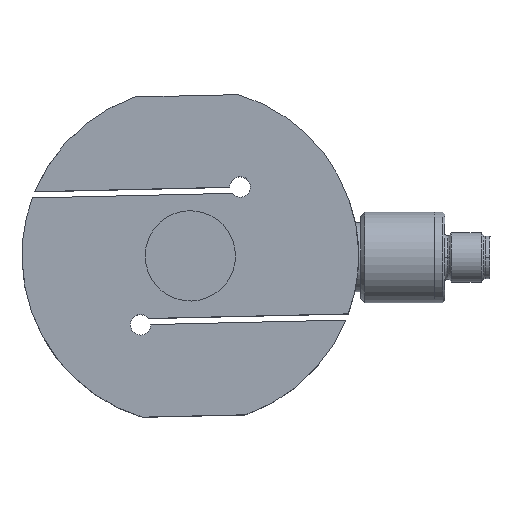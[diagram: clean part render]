
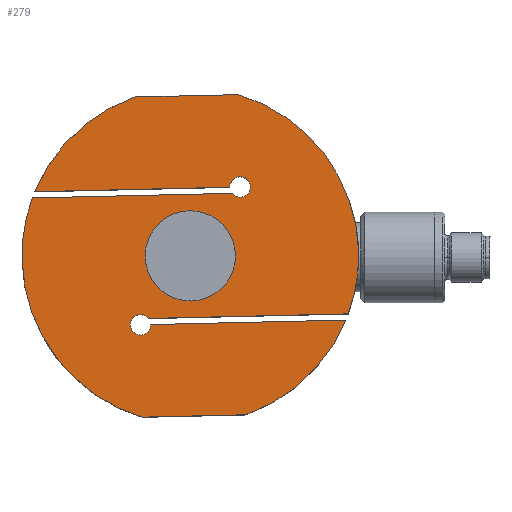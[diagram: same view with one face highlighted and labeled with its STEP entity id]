
A CAD part, top view. The second image highlights one B-rep face of the part: STEP entity #279.
In plain terms, the highlighted planar face has unit normal (0.001, 0, 1).
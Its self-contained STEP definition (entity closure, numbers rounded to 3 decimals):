
#279=ADVANCED_FACE('5:7682',(#623,#624),#625,.F.);
#623=FACE_BOUND('',#1087,.T.);
#624=FACE_OUTER_BOUND('',#1088,.T.);
#625=PLANE('',#1089);
#1087=EDGE_LOOP('',(#1549,#1550));
#1088=EDGE_LOOP('',(#1551,#1552,#1553,#1554,#1555,#1556,#1557,#1558,#1559,#1560,#1561,#1562,#1563,#1564,#1565,#1566));
#1089=AXIS2_PLACEMENT_3D('',#1567,#1568,#1569);
#1549=ORIENTED_EDGE('',*,*,#2719,.F.);
#1550=ORIENTED_EDGE('',*,*,#2720,.F.);
#1551=ORIENTED_EDGE('',*,*,#2721,.F.);
#1552=ORIENTED_EDGE('',*,*,#2722,.F.);
#1553=ORIENTED_EDGE('',*,*,#2723,.F.);
#1554=ORIENTED_EDGE('',*,*,#2724,.F.);
#1555=ORIENTED_EDGE('',*,*,#2725,.F.);
#1556=ORIENTED_EDGE('',*,*,#2726,.F.);
#1557=ORIENTED_EDGE('',*,*,#2727,.F.);
#1558=ORIENTED_EDGE('',*,*,#2728,.F.);
#1559=ORIENTED_EDGE('',*,*,#2729,.F.);
#1560=ORIENTED_EDGE('',*,*,#2730,.F.);
#1561=ORIENTED_EDGE('',*,*,#2731,.F.);
#1562=ORIENTED_EDGE('',*,*,#2732,.F.);
#1563=ORIENTED_EDGE('',*,*,#2733,.F.);
#1564=ORIENTED_EDGE('',*,*,#2734,.F.);
#1565=ORIENTED_EDGE('',*,*,#2735,.F.);
#1566=ORIENTED_EDGE('',*,*,#2736,.F.);
#1567=CARTESIAN_POINT('',(-9.641,0.354,26.));
#1568=DIRECTION('',(-0.001,0.,-1.));
#1569=DIRECTION('',(1.,0.023,-0.001));
#2719=EDGE_CURVE('5:7754',#3187,#3188,#3189,.F.);
#2720=EDGE_CURVE('',#3188,#3187,#3190,.F.);
#2721=EDGE_CURVE('5:7757',#3191,#3192,#3193,.T.);
#2722=EDGE_CURVE('5:7760',#3194,#3191,#3195,.T.);
#2723=EDGE_CURVE('5:7763',#3196,#3194,#3197,.F.);
#2724=EDGE_CURVE('',#3198,#3196,#3199,.T.);
#2725=EDGE_CURVE('5:7766',#3200,#3198,#3201,.T.);
#2726=EDGE_CURVE('5:7769',#3202,#3200,#3203,.F.);
#2727=EDGE_CURVE('',#3204,#3202,#3205,.T.);
#2728=EDGE_CURVE('5:7772',#3206,#3204,#3207,.T.);
#2729=EDGE_CURVE('5:7775',#3208,#3206,#3209,.T.);
#2730=EDGE_CURVE('5:7778',#3210,#3208,#3211,.T.);
#2731=EDGE_CURVE('5:7781',#3212,#3210,#3213,.F.);
#2732=EDGE_CURVE('',#3214,#3212,#3215,.T.);
#2733=EDGE_CURVE('5:7784',#3216,#3214,#3217,.T.);
#2734=EDGE_CURVE('5:7787',#3218,#3216,#3219,.F.);
#2735=EDGE_CURVE('',#3220,#3218,#3221,.T.);
#2736=EDGE_CURVE('5:7790',#3192,#3220,#3222,.T.);
#3187=VERTEX_POINT('',#3858);
#3188=VERTEX_POINT('',#3859);
#3189=CIRCLE('',#3860,11.0);
#3190=CIRCLE('',#3861,11.0);
#3191=VERTEX_POINT('',#3862);
#3192=VERTEX_POINT('',#3863);
#3193=LINE('',#3864,#3865);
#3194=VERTEX_POINT('',#3866);
#3195=CIRCLE('',#3867,41.0);
#3196=VERTEX_POINT('',#3868);
#3197=LINE('',#3869,#3870);
#3198=VERTEX_POINT('',#3871);
#3199=CIRCLE('',#3872,2.5);
#3200=VERTEX_POINT('',#3873);
#3201=CIRCLE('',#3874,2.5);
#3202=VERTEX_POINT('',#3875);
#3203=LINE('',#3876,#3877);
#3204=VERTEX_POINT('',#3878);
#3205=CIRCLE('',#3879,41.0);
#3206=VERTEX_POINT('',#3880);
#3207=CIRCLE('',#3881,41.0);
#3208=VERTEX_POINT('',#3882);
#3209=LINE('',#3883,#3884);
#3210=VERTEX_POINT('',#3885);
#3211=CIRCLE('',#3886,41.0);
#3212=VERTEX_POINT('',#3887);
#3213=LINE('',#3888,#3889);
#3214=VERTEX_POINT('',#3890);
#3215=CIRCLE('',#3891,2.5);
#3216=VERTEX_POINT('',#3892);
#3217=CIRCLE('',#3893,2.5);
#3218=VERTEX_POINT('',#3894);
#3219=LINE('',#3895,#3896);
#3220=VERTEX_POINT('',#3897);
#3221=CIRCLE('',#3898,41.0);
#3222=CIRCLE('',#3899,41.0);
#3858=CARTESIAN_POINT('',(1.356,0.605,25.994));
#3859=CARTESIAN_POINT('',(-20.638,0.102,26.006));
#3860=AXIS2_PLACEMENT_3D('',#4673,#4674,#4675);
#3861=AXIS2_PLACEMENT_3D('',#4676,#4677,#4678);
#3862=CARTESIAN_POINT('',(3.897,-38.347,25.993));
#3863=CARTESIAN_POINT('',(-21.395,-38.926,26.007));
#3864=CARTESIAN_POINT('',(-21.395,-38.926,26.007));
#3865=VECTOR('',#4679,1.);
#3866=CARTESIAN_POINT('',(28.26,-15.283,25.978));
#3867=AXIS2_PLACEMENT_3D('',#4680,#4681,#4682);
#3868=CARTESIAN_POINT('',(-19.261,-16.371,26.006));
#3869=CARTESIAN_POINT('',(-2.496,-15.987,25.996));
#3870=VECTOR('',#4683,1.0);
#3871=CARTESIAN_POINT('',(-24.26,-16.485,26.009));
#3872=AXIS2_PLACEMENT_3D('',#4684,#4685,#4686);
#3873=CARTESIAN_POINT('',(-19.795,-14.883,26.006));
#3874=AXIS2_PLACEMENT_3D('',#4687,#4688,#4689);
#3875=CARTESIAN_POINT('',(28.849,-13.77,25.978));
#3876=CARTESIAN_POINT('',(-2.365,-14.484,25.996));
#3877=VECTOR('',#4690,1.0);
#3878=CARTESIAN_POINT('',(31.348,1.292,25.976));
#3879=AXIS2_PLACEMENT_3D('',#4691,#4692,#4693);
#3880=CARTESIAN_POINT('',(2.112,39.633,25.993));
#3881=AXIS2_PLACEMENT_3D('',#4694,#4695,#4696);
#3882=CARTESIAN_POINT('',(-23.179,39.054,26.007));
#3883=CARTESIAN_POINT('',(-23.179,39.054,26.007));
#3884=VECTOR('',#4697,1.);
#3885=CARTESIAN_POINT('',(-47.542,15.991,26.022));
#3886=AXIS2_PLACEMENT_3D('',#4698,#4699,#4700);
#3887=CARTESIAN_POINT('',(-0.021,17.078,25.994));
#3888=CARTESIAN_POINT('',(-16.787,16.694,26.004));
#3889=VECTOR('',#4701,1.0);
#3890=CARTESIAN_POINT('',(4.977,17.192,25.991));
#3891=AXIS2_PLACEMENT_3D('',#4702,#4703,#4704);
#3892=CARTESIAN_POINT('',(0.513,15.59,25.994));
#3893=AXIS2_PLACEMENT_3D('',#4705,#4706,#4707);
#3894=CARTESIAN_POINT('',(-48.132,14.477,26.022));
#3895=CARTESIAN_POINT('',(-16.917,15.191,26.004));
#3896=VECTOR('',#4708,1.0);
#3897=CARTESIAN_POINT('',(-50.631,-0.584,26.024));
#3898=AXIS2_PLACEMENT_3D('',#4709,#4710,#4711);
#3899=AXIS2_PLACEMENT_3D('',#4712,#4713,#4714);
#4673=CARTESIAN_POINT('',(-9.641,0.354,26.));
#4674=DIRECTION('',(-0.001,0.,-1.));
#4675=DIRECTION('',(-1.,-0.023,0.001));
#4676=CARTESIAN_POINT('',(-9.641,0.354,26.));
#4677=DIRECTION('',(-0.001,0.,-1.));
#4678=DIRECTION('',(-1.,-0.023,0.001));
#4679=DIRECTION('',(-1.,-0.023,0.001));
#4680=CARTESIAN_POINT('',(-9.641,0.354,26.));
#4681=DIRECTION('',(-0.001,0.,-1.));
#4682=DIRECTION('',(1.,0.023,-0.001));
#4683=DIRECTION('',(-1.,-0.023,0.001));
#4684=CARTESIAN_POINT('',(-21.761,-16.428,26.007));
#4685=DIRECTION('',(0.001,0.,1.));
#4686=DIRECTION('',(1.,0.023,-0.001));
#4687=CARTESIAN_POINT('',(-21.761,-16.428,26.007));
#4688=DIRECTION('',(0.001,0.,1.));
#4689=DIRECTION('',(1.,0.023,-0.001));
#4690=DIRECTION('',(1.,0.023,-0.001));
#4691=CARTESIAN_POINT('',(-9.641,0.354,26.));
#4692=DIRECTION('',(-0.001,0.,-1.));
#4693=DIRECTION('',(1.,0.023,-0.001));
#4694=CARTESIAN_POINT('',(-9.641,0.354,26.));
#4695=DIRECTION('',(-0.001,0.,-1.));
#4696=DIRECTION('',(1.,0.023,-0.001));
#4697=DIRECTION('',(1.,0.023,-0.001));
#4698=CARTESIAN_POINT('',(-9.641,0.354,26.));
#4699=DIRECTION('',(-0.001,0.,-1.));
#4700=DIRECTION('',(1.,0.023,-0.001));
#4701=DIRECTION('',(1.,0.023,-0.001));
#4702=CARTESIAN_POINT('',(2.478,17.135,25.993));
#4703=DIRECTION('',(0.001,0.,1.));
#4704=DIRECTION('',(1.,0.023,-0.001));
#4705=CARTESIAN_POINT('',(2.478,17.135,25.993));
#4706=DIRECTION('',(0.001,0.,1.));
#4707=DIRECTION('',(1.,0.023,-0.001));
#4708=DIRECTION('',(-1.,-0.023,0.001));
#4709=CARTESIAN_POINT('',(-9.641,0.354,26.));
#4710=DIRECTION('',(-0.001,0.,-1.));
#4711=DIRECTION('',(1.,0.023,-0.001));
#4712=CARTESIAN_POINT('',(-9.641,0.354,26.));
#4713=DIRECTION('',(-0.001,0.,-1.));
#4714=DIRECTION('',(1.,0.023,-0.001));
